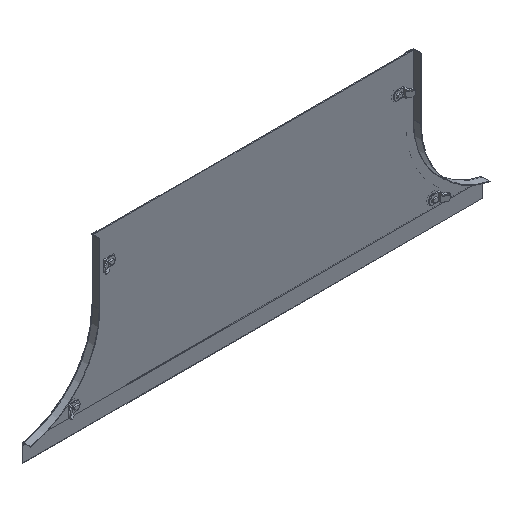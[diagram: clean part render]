
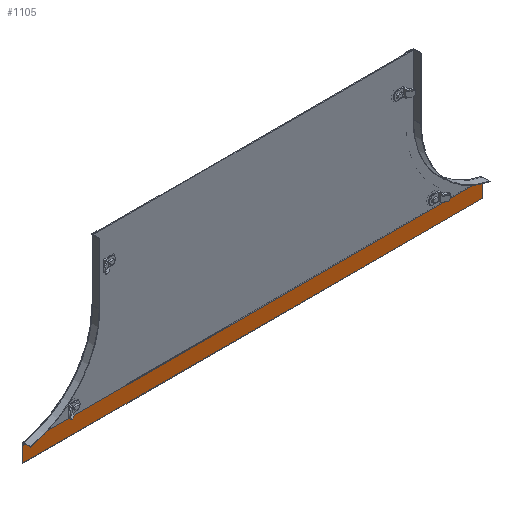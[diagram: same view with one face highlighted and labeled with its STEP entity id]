
A CAD part, isometric view. The second image highlights one B-rep face of the part: STEP entity #1105.
In plain terms, the highlighted planar face has unit normal (0, -1, 0).
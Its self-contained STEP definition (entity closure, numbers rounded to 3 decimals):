
#92 = VERTEX_POINT ( 'NONE', #984 ) ;
#120 = ORIENTED_EDGE ( 'NONE', *, *, #2646, .F. ) ;
#131 = LINE ( 'NONE', #3487, #3126 ) ;
#136 = EDGE_CURVE ( 'NONE', #2446, #2757, #957, .T. ) ;
#139 = VECTOR ( 'NONE', #3446, 1000. ) ;
#272 = FACE_OUTER_BOUND ( 'NONE', #2414, .T. ) ;
#342 = VECTOR ( 'NONE', #2009, 1000. ) ;
#365 = CARTESIAN_POINT ( 'NONE',  ( 425., 0., -104.529 ) ) ;
#494 = DIRECTION ( 'NONE',  ( -1., 0., 0. ) ) ;
#618 = LINE ( 'NONE', #3083, #2704 ) ;
#722 = VERTEX_POINT ( 'NONE', #1560 ) ;
#936 = CARTESIAN_POINT ( 'NONE',  ( -395.5, 0., -254.5 ) ) ;
#957 = LINE ( 'NONE', #1278, #1345 ) ;
#984 = CARTESIAN_POINT ( 'NONE',  ( -395.5, 0., -282. ) ) ;
#1052 = ORIENTED_EDGE ( 'NONE', *, *, #2142, .F. ) ;
#1060 = LINE ( 'NONE', #2307, #342 ) ;
#1105 = ADVANCED_FACE ( 'NONE', ( #272 ), #1529, .T. ) ;
#1175 = CARTESIAN_POINT ( 'NONE',  ( -395.5, 0., -254.914 ) ) ;
#1278 = CARTESIAN_POINT ( 'NONE',  ( 425., 0., -254.5 ) ) ;
#1345 = VECTOR ( 'NONE', #494, 1000. ) ;
#1397 = DIRECTION ( 'NONE',  ( 0., 0., 1. ) ) ;
#1529 = PLANE ( 'NONE',  #1531 ) ;
#1531 = AXIS2_PLACEMENT_3D ( 'NONE', #365, #2924, #1776 ) ;
#1539 = VECTOR ( 'NONE', #3466, 1000. ) ;
#1560 = CARTESIAN_POINT ( 'NONE',  ( 395.5, 0., -282. ) ) ;
#1625 = LINE ( 'NONE', #1816, #1539 ) ;
#1715 = ORIENTED_EDGE ( 'NONE', *, *, #3315, .F. ) ;
#1742 = CARTESIAN_POINT ( 'NONE',  ( 395.5, 0., -282. ) ) ;
#1776 = DIRECTION ( 'NONE',  ( 0., 0., -1. ) ) ;
#1816 = CARTESIAN_POINT ( 'NONE',  ( 395.5, 0., -281.529 ) ) ;
#1864 = CARTESIAN_POINT ( 'NONE',  ( 395.5, 0., -254.5 ) ) ;
#2009 = DIRECTION ( 'NONE',  ( 0., 0., 1. ) ) ;
#2132 = LINE ( 'NONE', #1742, #139 ) ;
#2142 = EDGE_CURVE ( 'NONE', #722, #92, #2132, .T. ) ;
#2307 = CARTESIAN_POINT ( 'NONE',  ( -395.5, 0., -104.529 ) ) ;
#2414 = EDGE_LOOP ( 'NONE', ( #1715, #3379, #3106, #3575, #120, #1052 ) ) ;
#2446 = VERTEX_POINT ( 'NONE', #1864 ) ;
#2467 = VERTEX_POINT ( 'NONE', #3579 ) ;
#2646 = EDGE_CURVE ( 'NONE', #92, #3202, #618, .T. ) ;
#2704 = VECTOR ( 'NONE', #1397, 1000. ) ;
#2757 = VERTEX_POINT ( 'NONE', #936 ) ;
#2924 = DIRECTION ( 'NONE',  ( 0., -1., 0. ) ) ;
#3083 = CARTESIAN_POINT ( 'NONE',  ( -395.5, 0., -281.529 ) ) ;
#3106 = ORIENTED_EDGE ( 'NONE', *, *, #136, .T. ) ;
#3126 = VECTOR ( 'NONE', #3196, 1000. ) ;
#3196 = DIRECTION ( 'NONE',  ( 0., 0., 1. ) ) ;
#3202 = VERTEX_POINT ( 'NONE', #1175 ) ;
#3212 = EDGE_CURVE ( 'NONE', #2467, #2446, #131, .T. ) ;
#3315 = EDGE_CURVE ( 'NONE', #2467, #722, #1625, .T. ) ;
#3379 = ORIENTED_EDGE ( 'NONE', *, *, #3212, .T. ) ;
#3446 = DIRECTION ( 'NONE',  ( -1., 0., 0. ) ) ;
#3466 = DIRECTION ( 'NONE',  ( 0., 0., -1. ) ) ;
#3487 = CARTESIAN_POINT ( 'NONE',  ( 395.5, 0., -254.914 ) ) ;
#3575 = ORIENTED_EDGE ( 'NONE', *, *, #3576, .F. ) ;
#3576 = EDGE_CURVE ( 'NONE', #3202, #2757, #1060, .T. ) ;
#3579 = CARTESIAN_POINT ( 'NONE',  ( 395.5, 0., -254.914 ) ) ;
